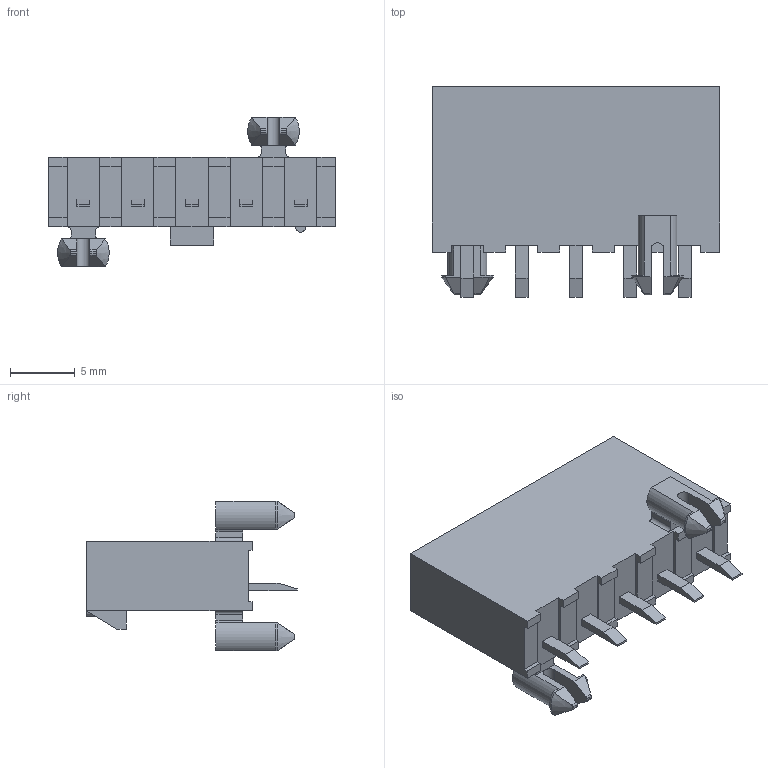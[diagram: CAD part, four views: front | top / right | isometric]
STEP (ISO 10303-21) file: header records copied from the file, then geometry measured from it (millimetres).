
FILE_DESCRIPTION((''),'2;1');
FILE_NAME('039302050','2015-05-15T',('me'),(''),'PRO/ENGINEER BY PARAMETRIC TECHNOLOGY CORPORATION, 2011490','PRO/ENGINEER BY PARAMETRIC TECHNOLOGY CORPORATION, 2011490','');
FILE_SCHEMA(('CONFIG_CONTROL_DESIGN'));
Length unit declared in the file: millimetre
Products named in the file (1): 039302050
Bounding box: 22.2 x 16.3 x 11.56 mm (x, y, z)
Volume: 1010.3 mm3; surface area: 1954.9 mm2
Topology: 1 solids, 1 shells, 227 faces, 624 edges, 418 vertices
Faces by surface type: plane 196, cylinder 27, cone 4
Entity records: 7196 total; most frequent: CARTESIAN_POINT 1352, ORIENTED_EDGE 1216, DIRECTION 1130, EDGE_CURVE 608, VECTOR 542, LINE 542, VERTEX_POINT 400, AXIS2_PLACEMENT_3D 294
